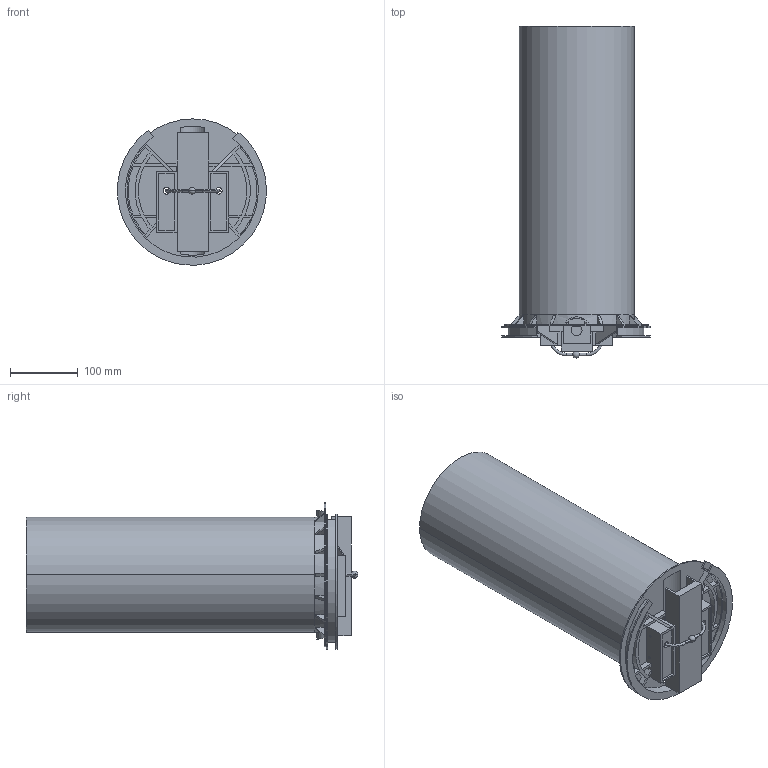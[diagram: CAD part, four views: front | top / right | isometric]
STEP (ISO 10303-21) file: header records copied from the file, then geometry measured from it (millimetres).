
FILE_DESCRIPTION(('Creo Elements/Direct Modeling STEP Export'),'2;1');
FILE_NAME('ASSY-RECOVERY.stp','2017-06-30T21:19:19',(''),(''),'PTC Creo Elements/Direct Modeling STEP processor for AP214 (Solid Model)','PTC Creo Elements/Direct Modeling 19.0D 23-Nov-2015 (C) Parametric Technology GmbH','');
FILE_SCHEMA(('AUTOMOTIVE_DESIGN { 1 0 10303 214 1 1 1 1 }'));
Length unit declared in the file: millimetre
Products named in the file (7): BASEPLATE; LINE-CUTTER; MAIN-CYLINDER; V-BAND; CAP; CUT-LOOP; ASSY-RECOVERY
Assembly tree (7 placements, depth 2):
  ASSY-RECOVERY
    CUT-LOOP
    CAP
    V-BAND
    LINE-CUTTER  x2
    MAIN-CYLINDER
    BASEPLATE
Bounding box: 219.5 x 489.5 x 215.77 mm (x, y, z)
Volume: 1018931.5 mm3; surface area: 692066.9 mm2
Topology: 7 solids, 7 shells, 393 faces, 1089 edges, 712 vertices
Faces by surface type: plane 288, cylinder 93, torus 10, sphere 2
Entity records: 11269 total; most frequent: CARTESIAN_POINT 2239, ORIENTED_EDGE 2142, DIRECTION 1497, EDGE_CURVE 1071, VERTEX_POINT 700, VECTOR 669, LINE 669, EDGE_LOOP 427
